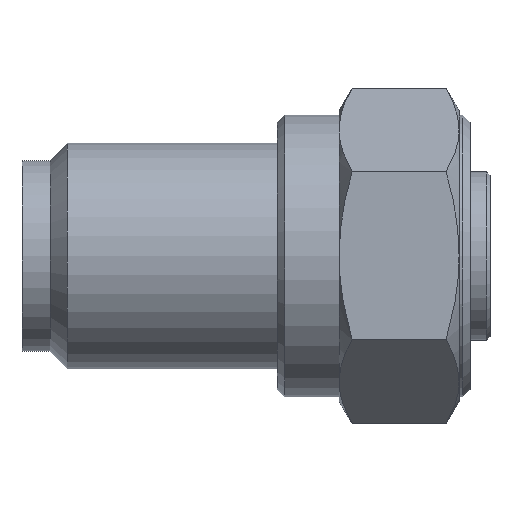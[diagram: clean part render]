
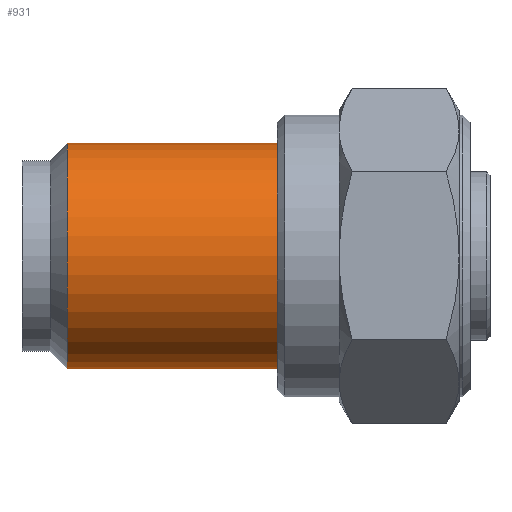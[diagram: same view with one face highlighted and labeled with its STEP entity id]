
A CAD part, top view. The second image highlights one B-rep face of the part: STEP entity #931.
In plain terms, the highlighted cylindrical face has radius 3.1 mm (diameter 6.2 mm), a partial arc.
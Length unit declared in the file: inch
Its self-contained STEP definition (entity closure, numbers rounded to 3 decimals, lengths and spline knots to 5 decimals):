
#103 = LINE ( 'NONE', #2743, #1643 ) ;
#196 = CARTESIAN_POINT ( 'NONE',  ( 0.0502, 0.12205, 0. ) ) ;
#301 = CARTESIAN_POINT ( 'NONE',  ( 0.37795, -0.12205, 0. ) ) ;
#470 = DIRECTION ( 'NONE',  ( 0., -1., 0. ) ) ;
#479 = AXIS2_PLACEMENT_3D ( 'NONE', #677, #1877, #1078 ) ;
#523 = DIRECTION ( 'NONE',  ( -1., 0., 0. ) ) ;
#677 = CARTESIAN_POINT ( 'NONE',  ( 0.53327, 0., 0. ) ) ;
#840 = EDGE_CURVE ( 'NONE', #3261, #1272, #3421, .T. ) ;
#924 = EDGE_CURVE ( 'NONE', #2260, #1272, #103, .T. ) ;
#931 = ADVANCED_FACE ( 'NONE', ( #2531 ), #1953, .T. ) ;
#967 = ORIENTED_EDGE ( 'NONE', *, *, #3313, .T. ) ;
#1016 = EDGE_LOOP ( 'NONE', ( #1225, #1924, #967, #1503 ) ) ;
#1078 = DIRECTION ( 'NONE',  ( 0., 1., 0. ) ) ;
#1225 = ORIENTED_EDGE ( 'NONE', *, *, #924, .F. ) ;
#1272 = VERTEX_POINT ( 'NONE', #3365 ) ;
#1298 = DIRECTION ( 'NONE',  ( 1., 0., 0. ) ) ;
#1328 = CARTESIAN_POINT ( 'NONE',  ( 0.0502, 0., 0. ) ) ;
#1413 = CIRCLE ( 'NONE', #2196, 0.12205 ) ;
#1503 = ORIENTED_EDGE ( 'NONE', *, *, #840, .T. ) ;
#1558 = CARTESIAN_POINT ( 'NONE',  ( 0.37795, 0., 0. ) ) ;
#1643 = VECTOR ( 'NONE', #3308, 39.37008 ) ;
#1670 = DIRECTION ( 'NONE',  ( 0., -1., 0. ) ) ;
#1675 = VERTEX_POINT ( 'NONE', #2771 ) ;
#1835 = LINE ( 'NONE', #2841, #3434 ) ;
#1877 = DIRECTION ( 'NONE',  ( -1., 0., 0. ) ) ;
#1918 = AXIS2_PLACEMENT_3D ( 'NONE', #1558, #523, #470 ) ;
#1924 = ORIENTED_EDGE ( 'NONE', *, *, #2026, .F. ) ;
#1953 = CYLINDRICAL_SURFACE ( 'NONE', #479, 0.12205 ) ;
#2026 = EDGE_CURVE ( 'NONE', #1675, #2260, #1413, .T. ) ;
#2196 = AXIS2_PLACEMENT_3D ( 'NONE', #1328, #2391, #1670 ) ;
#2260 = VERTEX_POINT ( 'NONE', #196 ) ;
#2391 = DIRECTION ( 'NONE',  ( -1., 0., 0. ) ) ;
#2531 = FACE_OUTER_BOUND ( 'NONE', #1016, .T. ) ;
#2743 = CARTESIAN_POINT ( 'NONE',  ( 0.0502, 0.12205, 0. ) ) ;
#2771 = CARTESIAN_POINT ( 'NONE',  ( 0.0502, -0.12205, 0. ) ) ;
#2841 = CARTESIAN_POINT ( 'NONE',  ( 0.0502, -0.12205, 0. ) ) ;
#3261 = VERTEX_POINT ( 'NONE', #301 ) ;
#3308 = DIRECTION ( 'NONE',  ( 1., 0., 0. ) ) ;
#3313 = EDGE_CURVE ( 'NONE', #1675, #3261, #1835, .T. ) ;
#3365 = CARTESIAN_POINT ( 'NONE',  ( 0.37795, 0.12205, 0. ) ) ;
#3421 = CIRCLE ( 'NONE', #1918, 0.12205 ) ;
#3434 = VECTOR ( 'NONE', #1298, 39.37008 ) ;
